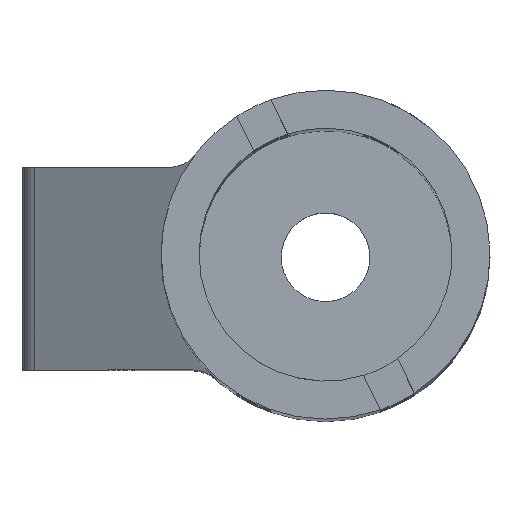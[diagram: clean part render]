
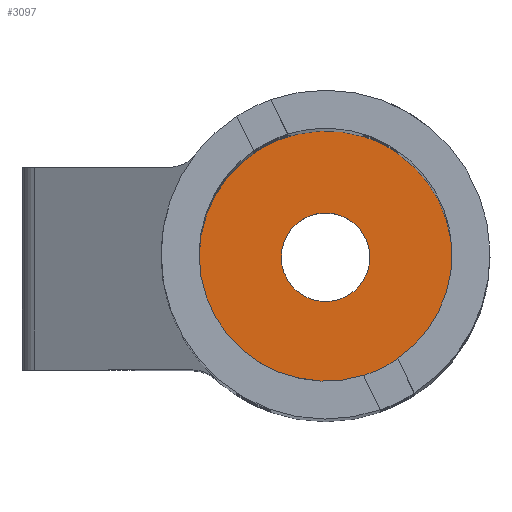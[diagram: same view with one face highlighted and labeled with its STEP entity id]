
A CAD part, top view. The second image highlights one B-rep face of the part: STEP entity #3097.
In plain terms, the highlighted planar face has unit normal (0, 0, 1).
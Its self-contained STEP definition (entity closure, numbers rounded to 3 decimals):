
#36=FACE_BOUND('',#346,.T.);
#193=FACE_OUTER_BOUND('',#345,.T.);
#345=EDGE_LOOP('',(#2346,#2347,#2348,#2349,#2350,#2351,#2352,#2353,#2354));
#346=EDGE_LOOP('',(#2355));
#597=LINE('',#4815,#894);
#601=LINE('',#4824,#898);
#607=LINE('',#4842,#904);
#611=LINE('',#4851,#908);
#894=VECTOR('',#3897,10.);
#898=VECTOR('',#3903,10.);
#904=VECTOR('',#3917,10.);
#908=VECTOR('',#3923,10.);
#1147=CIRCLE('',#3358,3.5);
#1148=CIRCLE('',#3360,10.);
#1149=CIRCLE('',#3361,13.);
#1150=CIRCLE('',#3362,10.);
#1151=CIRCLE('',#3363,10.);
#1152=CIRCLE('',#3364,13.);
#1345=VERTEX_POINT('',#4813);
#1346=VERTEX_POINT('',#4814);
#1349=VERTEX_POINT('',#4822);
#1350=VERTEX_POINT('',#4823);
#1357=VERTEX_POINT('',#4840);
#1358=VERTEX_POINT('',#4841);
#1361=VERTEX_POINT('',#4849);
#1362=VERTEX_POINT('',#4850);
#1407=VERTEX_POINT('',#4989);
#1408=VERTEX_POINT('',#4995);
#1713=EDGE_CURVE('',#1345,#1346,#597,.T.);
#1717=EDGE_CURVE('',#1349,#1350,#601,.T.);
#1725=EDGE_CURVE('',#1357,#1358,#607,.T.);
#1729=EDGE_CURVE('',#1361,#1362,#611,.T.);
#1800=EDGE_CURVE('',#1407,#1407,#1147,.T.);
#1801=EDGE_CURVE('',#1350,#1345,#1148,.T.);
#1802=EDGE_CURVE('',#1346,#1361,#1149,.T.);
#1803=EDGE_CURVE('',#1362,#1408,#1150,.T.);
#1804=EDGE_CURVE('',#1408,#1357,#1151,.T.);
#1805=EDGE_CURVE('',#1358,#1349,#1152,.T.);
#2346=ORIENTED_EDGE('',*,*,#1717,.T.);
#2347=ORIENTED_EDGE('',*,*,#1801,.T.);
#2348=ORIENTED_EDGE('',*,*,#1713,.T.);
#2349=ORIENTED_EDGE('',*,*,#1802,.T.);
#2350=ORIENTED_EDGE('',*,*,#1729,.T.);
#2351=ORIENTED_EDGE('',*,*,#1803,.T.);
#2352=ORIENTED_EDGE('',*,*,#1804,.T.);
#2353=ORIENTED_EDGE('',*,*,#1725,.T.);
#2354=ORIENTED_EDGE('',*,*,#1805,.T.);
#2355=ORIENTED_EDGE('',*,*,#1800,.T.);
#2957=PLANE('',#3359);
#3097=ADVANCED_FACE('',(#193,#36),#2957,.T.);
#3358=AXIS2_PLACEMENT_3D('',#4991,#4064,#4065);
#3359=AXIS2_PLACEMENT_3D('',#4992,#4066,#4067);
#3360=AXIS2_PLACEMENT_3D('',#4993,#4068,#4069);
#3361=AXIS2_PLACEMENT_3D('',#4994,#4070,#4071);
#3362=AXIS2_PLACEMENT_3D('',#4996,#4072,#4073);
#3363=AXIS2_PLACEMENT_3D('',#4997,#4074,#4075);
#3364=AXIS2_PLACEMENT_3D('',#4998,#4076,#4077);
#3897=DIRECTION('',(0.44,0.898,0.));
#3903=DIRECTION('',(0.44,0.898,0.));
#3917=DIRECTION('',(-0.44,-0.898,0.));
#3923=DIRECTION('',(-0.44,-0.898,0.));
#4064=DIRECTION('center_axis',(0.,0.,-1.));
#4065=DIRECTION('ref_axis',(1.,0.,0.));
#4066=DIRECTION('center_axis',(0.,0.,1.));
#4067=DIRECTION('ref_axis',(1.,0.,0.));
#4068=DIRECTION('center_axis',(0.,0.,1.));
#4069=DIRECTION('ref_axis',(1.,0.,0.));
#4070=DIRECTION('center_axis',(0.,0.,1.));
#4071=DIRECTION('ref_axis',(1.,0.,0.));
#4072=DIRECTION('center_axis',(0.,0.,1.));
#4073=DIRECTION('ref_axis',(1.,0.,0.));
#4074=DIRECTION('center_axis',(0.,0.,1.));
#4075=DIRECTION('ref_axis',(1.,0.,0.));
#4076=DIRECTION('center_axis',(0.,0.,1.));
#4077=DIRECTION('ref_axis',(1.,0.,0.));
#4813=CARTESIAN_POINT('',(95.694,10.72,-35.5));
#4814=CARTESIAN_POINT('',(97.025,13.438,-35.5));
#4815=CARTESIAN_POINT('',(95.694,10.72,-35.5));
#4822=CARTESIAN_POINT('',(85.669,-9.757,-35.5));
#4823=CARTESIAN_POINT('',(87.,-7.039,-35.5));
#4824=CARTESIAN_POINT('',(85.669,-9.757,-35.5));
#4840=CARTESIAN_POINT('',(84.306,-5.72,-35.5));
#4841=CARTESIAN_POINT('',(82.975,-8.438,-35.5));
#4842=CARTESIAN_POINT('',(84.306,-5.72,-35.5));
#4849=CARTESIAN_POINT('',(94.331,14.757,-35.5));
#4850=CARTESIAN_POINT('',(93.,12.039,-35.5));
#4851=CARTESIAN_POINT('',(94.331,14.757,-35.5));
#4989=CARTESIAN_POINT('',(86.5,2.5,-35.5));
#4991=CARTESIAN_POINT('Origin',(90.,2.5,-35.5));
#4992=CARTESIAN_POINT('Origin',(90.,2.5,-35.5));
#4993=CARTESIAN_POINT('Origin',(90.,2.5,-35.5));
#4994=CARTESIAN_POINT('Origin',(90.,2.5,-35.5));
#4995=CARTESIAN_POINT('',(80.,2.5,-35.5));
#4996=CARTESIAN_POINT('Origin',(90.,2.5,-35.5));
#4997=CARTESIAN_POINT('Origin',(90.,2.5,-35.5));
#4998=CARTESIAN_POINT('Origin',(90.,2.5,-35.5));
